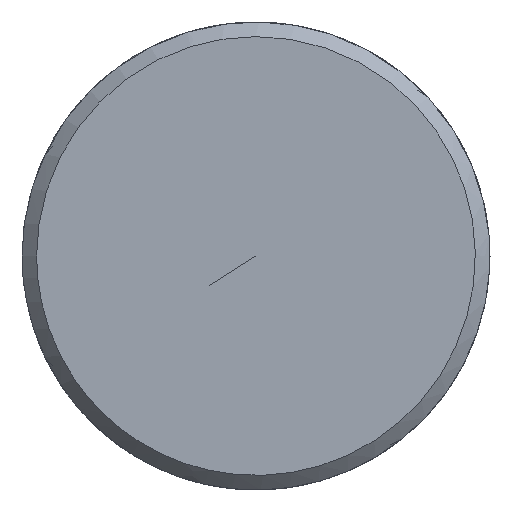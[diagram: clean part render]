
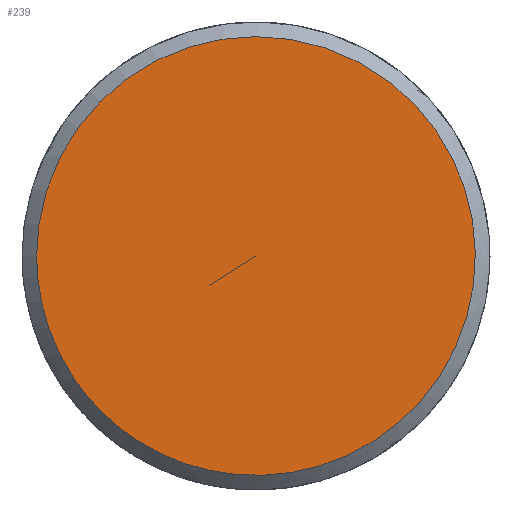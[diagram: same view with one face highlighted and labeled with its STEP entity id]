
A CAD part, left-side view. The second image highlights one B-rep face of the part: STEP entity #239.
In plain terms, the highlighted free-form (B-spline) face has degree [5, 1] with [6, 2] control points.
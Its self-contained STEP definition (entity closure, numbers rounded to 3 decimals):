
#167 = CARTESIAN_POINT ('', (-64., 3.75, 0.));
#168 = VERTEX_POINT ('', #167);
#176 = CARTESIAN_POINT ('', (-64., 3.75, 0.));
#177 = CARTESIAN_POINT ('', (-64., 3.75, 15.));
#178 = CARTESIAN_POINT ('', (-64., -11.25, 7.5));
#179 = CARTESIAN_POINT ('', (-64., -11.25, -7.5));
#180 = CARTESIAN_POINT ('', (-64., 3.75, -15.));
#181 = CARTESIAN_POINT ('', (-64., 3.75, 0.));
#182 = (
   BOUNDED_CURVE ()
   B_SPLINE_CURVE (5, (#176, #177, #178, #179, #180, #181), .UNSPECIFIED., .T., .U.)
   B_SPLINE_CURVE_WITH_KNOTS ((6, 6), (0., 1.), .UNSPECIFIED.)
   CURVE ()
   GEOMETRIC_REPRESENTATION_ITEM ()
   RATIONAL_B_SPLINE_CURVE ((5., 1., 1., 1., 1., 5.))
   REPRESENTATION_ITEM ('')
);
#183 = EDGE_CURVE ('', #168, #168, #182, .T.);
#215 = CARTESIAN_POINT ('', (-64., 0., 0.));
#216 = VERTEX_POINT ('', #215);
#217 = CARTESIAN_POINT ('', (-64., 0., 0.));
#218 = CARTESIAN_POINT ('', (-64., 3.75, 0.));
#219 = B_SPLINE_CURVE_WITH_KNOTS ('', 1, (#217, #218), .UNSPECIFIED., .F., .U., (2, 2), (0., 1.), .UNSPECIFIED.);
#220 = EDGE_CURVE ('', #216, #168, #219, .T.);
#221 = ORIENTED_EDGE ('', *, *, #220, .F.);
#222 = ORIENTED_EDGE ('', *, *, #220, .T.);
#223 = ORIENTED_EDGE ('', *, *, #183, .F.);
#224 = EDGE_LOOP ('', (#221, #222, #223));
#225 = FACE_OUTER_BOUND ('', #224, .T.);
#226 = CARTESIAN_POINT ('', (-64., 0., 0.));
#227 = CARTESIAN_POINT ('', (-64., 3.75, 0.));
#228 = CARTESIAN_POINT ('', (-64., 0., 0.));
#229 = CARTESIAN_POINT ('', (-64., 3.75, 15.));
#230 = CARTESIAN_POINT ('', (-64., 0., 0.));
#231 = CARTESIAN_POINT ('', (-64., -11.25, 7.5));
#232 = CARTESIAN_POINT ('', (-64., 0., 0.));
#233 = CARTESIAN_POINT ('', (-64., -11.25, -7.5));
#234 = CARTESIAN_POINT ('', (-64., 0., 0.));
#235 = CARTESIAN_POINT ('', (-64., 3.75, -15.));
#236 = CARTESIAN_POINT ('', (-64., 0., 0.));
#237 = CARTESIAN_POINT ('', (-64., 3.75, 0.));
#238 = (
   BOUNDED_SURFACE ()
   B_SPLINE_SURFACE (5, 1, ((#226, #227), (#228, #229), (#230, #231), (#232, #233), (#234, #235), (#236, #237)), .UNSPECIFIED., .T., .F., .U.)
   B_SPLINE_SURFACE_WITH_KNOTS ((6, 6), (2, 2), (0., 1.), (0., 1.), .UNSPECIFIED.)
   SURFACE ()
   GEOMETRIC_REPRESENTATION_ITEM ()
   RATIONAL_B_SPLINE_SURFACE (((5., 5.), (1., 1.), (1., 1.), (1., 1.), (1., 1.), (5., 5.)))
   REPRESENTATION_ITEM ('')
);
#239 = ADVANCED_FACE ('', (#225), #238, .T.);
